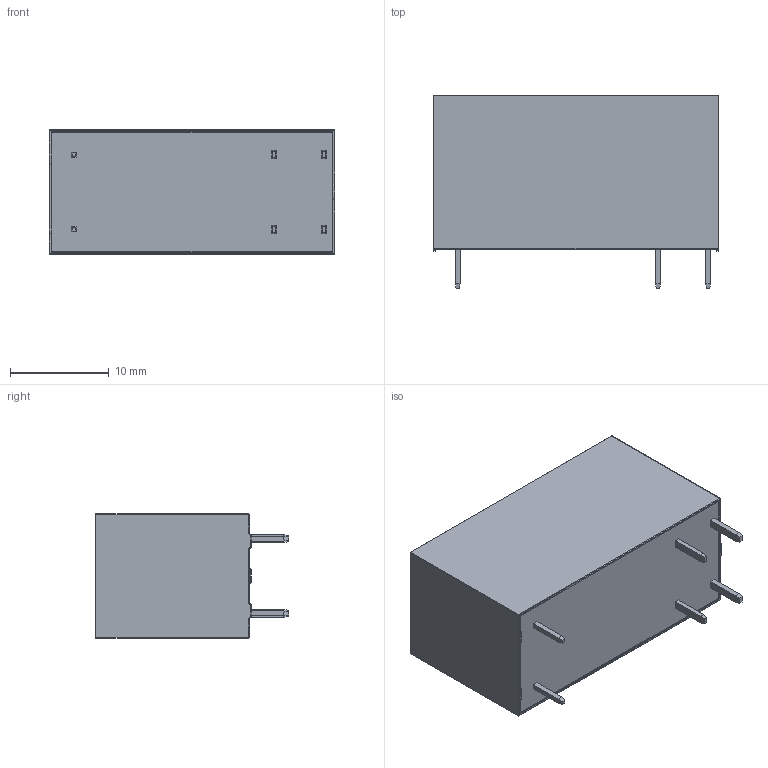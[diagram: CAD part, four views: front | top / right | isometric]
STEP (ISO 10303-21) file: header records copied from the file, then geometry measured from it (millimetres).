
FILE_DESCRIPTION (( 'STEP AP203' ), '1' );
FILE_NAME ('CUI_DEVICES_PR21-12V-400-2A.step', '2023-08-28T19:53:32', ( '' ), ( '' ), 'SwSTEP 2.0', 'SolidWorks 2023', '' );
FILE_SCHEMA (( 'CONFIG_CONTROL_DESIGN' ));
Length unit declared in the file: millimetre
Products named in the file (1): CUI_DEVICES_PR21-12V-400-2A
Bounding box: 29 x 19.6 x 12.6 mm (x, y, z)
Volume: 5669.2 mm3; surface area: 2099 mm2
Topology: 7 solids, 7 shells, 159 faces, 346 edges, 196 vertices
Faces by surface type: plane 83, cylinder 44, torus 24, sphere 8
Entity records: 4249 total; most frequent: DIRECTION 770, CARTESIAN_POINT 706, ORIENTED_EDGE 676, EDGE_CURVE 338, AXIS2_PLACEMENT_3D 276, LINE 218, VECTOR 218, VERTEX_POINT 196
